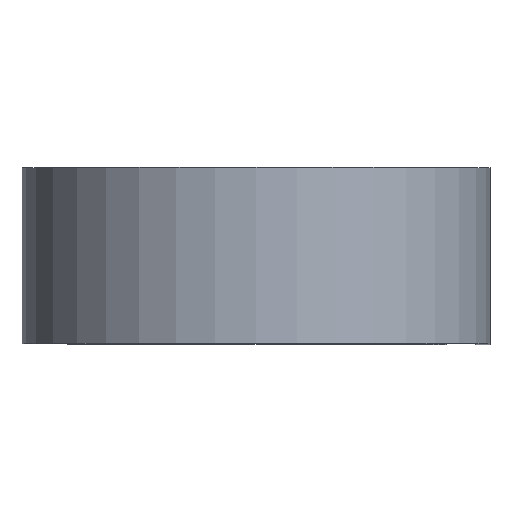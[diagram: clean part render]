
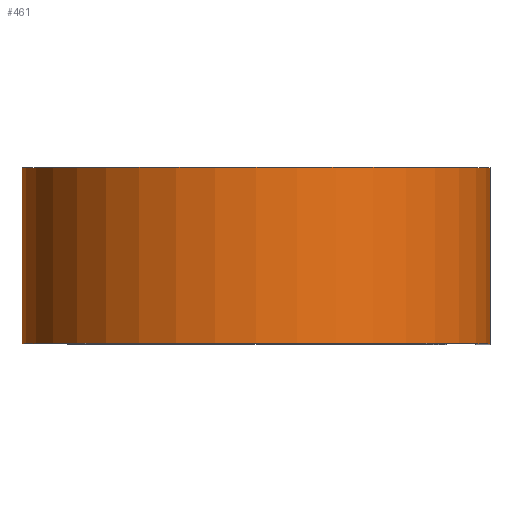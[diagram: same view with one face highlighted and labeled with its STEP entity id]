
A CAD part, top view. The second image highlights one B-rep face of the part: STEP entity #461.
In plain terms, the highlighted cylindrical face has radius 25.337 mm (diameter 50.673 mm), a partial arc.
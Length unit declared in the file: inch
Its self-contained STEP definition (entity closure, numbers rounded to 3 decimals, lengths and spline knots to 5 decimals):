
#12 = VERTEX_POINT ( 'NONE', #608 ) ;
#27 = VECTOR ( 'NONE', #388, 39.37008 ) ;
#51 = DIRECTION ( 'NONE',  ( 1., 0., 0. ) ) ;
#64 = EDGE_CURVE ( 'NONE', #414, #368, #217, .T. ) ;
#74 = CIRCLE ( 'NONE', #184, 0.9975 ) ;
#88 = ORIENTED_EDGE ( 'NONE', *, *, #113, .F. ) ;
#96 = DIRECTION ( 'NONE',  ( 0., 0., -1. ) ) ;
#99 = CARTESIAN_POINT ( 'NONE',  ( 0., -0.375, 0. ) ) ;
#107 = VERTEX_POINT ( 'NONE', #144 ) ;
#113 = EDGE_CURVE ( 'NONE', #414, #12, #74, .T. ) ;
#115 = DIRECTION ( 'NONE',  ( 0., 1., 0. ) ) ;
#119 = CARTESIAN_POINT ( 'NONE',  ( 0., 0.375, -0.9975 ) ) ;
#121 = CARTESIAN_POINT ( 'NONE',  ( 0., 0.375, 0. ) ) ;
#133 = CIRCLE ( 'NONE', #398, 0.9975 ) ;
#144 = CARTESIAN_POINT ( 'NONE',  ( 0.9975, -0.375, 0. ) ) ;
#156 = AXIS2_PLACEMENT_3D ( 'NONE', #245, #220, #96 ) ;
#184 = AXIS2_PLACEMENT_3D ( 'NONE', #121, #115, #51 ) ;
#185 = VECTOR ( 'NONE', #283, 39.37008 ) ;
#188 = LINE ( 'NONE', #259, #185 ) ;
#217 = LINE ( 'NONE', #371, #27 ) ;
#220 = DIRECTION ( 'NONE',  ( 0., -1., 0. ) ) ;
#244 = EDGE_CURVE ( 'NONE', #12, #107, #188, .T. ) ;
#245 = CARTESIAN_POINT ( 'NONE',  ( 0., 0.375, 0. ) ) ;
#259 = CARTESIAN_POINT ( 'NONE',  ( 0.9975, 0.375, 0. ) ) ;
#283 = DIRECTION ( 'NONE',  ( 0., -1., 0. ) ) ;
#368 = VERTEX_POINT ( 'NONE', #565 ) ;
#369 = EDGE_CURVE ( 'NONE', #368, #107, #133, .T. ) ;
#371 = CARTESIAN_POINT ( 'NONE',  ( 0., 0.375, -0.9975 ) ) ;
#372 = DIRECTION ( 'NONE',  ( 1., 0., 0. ) ) ;
#388 = DIRECTION ( 'NONE',  ( 0., -1., 0. ) ) ;
#390 = ORIENTED_EDGE ( 'NONE', *, *, #64, .T. ) ;
#398 = AXIS2_PLACEMENT_3D ( 'NONE', #99, #435, #372 ) ;
#414 = VERTEX_POINT ( 'NONE', #119 ) ;
#435 = DIRECTION ( 'NONE',  ( 0., 1., 0. ) ) ;
#461 = ADVANCED_FACE ( 'NONE', ( #623 ), #581, .T. ) ;
#467 = ORIENTED_EDGE ( 'NONE', *, *, #244, .F. ) ;
#562 = ORIENTED_EDGE ( 'NONE', *, *, #369, .T. ) ;
#565 = CARTESIAN_POINT ( 'NONE',  ( 0., -0.375, -0.9975 ) ) ;
#579 = EDGE_LOOP ( 'NONE', ( #562, #467, #88, #390 ) ) ;
#581 = CYLINDRICAL_SURFACE ( 'NONE', #156, 0.9975 ) ;
#608 = CARTESIAN_POINT ( 'NONE',  ( 0.9975, 0.375, 0. ) ) ;
#623 = FACE_OUTER_BOUND ( 'NONE', #579, .T. ) ;
